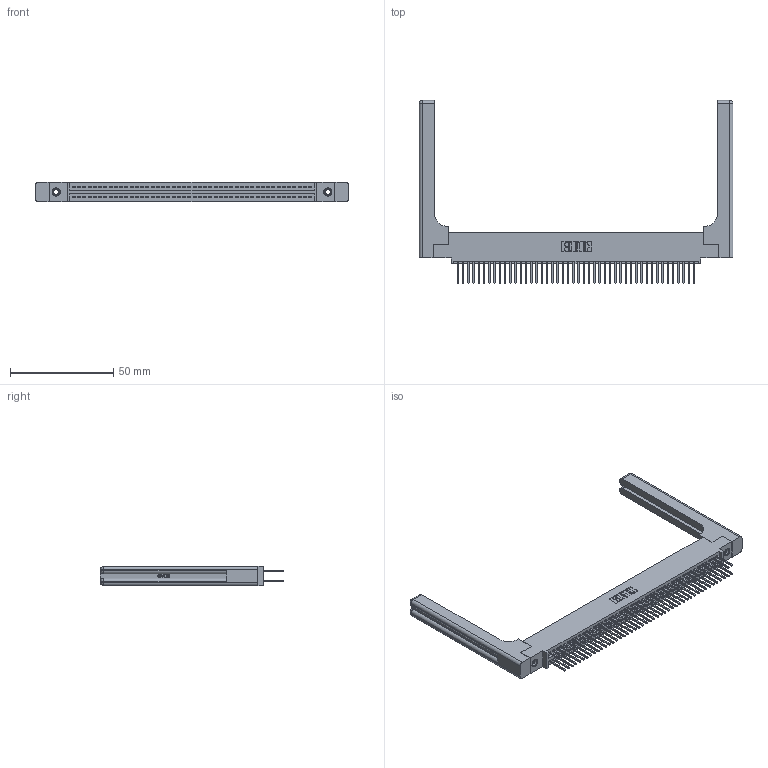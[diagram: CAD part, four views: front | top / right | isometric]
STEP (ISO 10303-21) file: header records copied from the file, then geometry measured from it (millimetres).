
FILE_DESCRIPTION (( 'STEP AP203' ), '1' );
FILE_NAME ('345-092-523-558.STEP', '2019-11-01T18:52:37', ( '' ), ( '' ), 'SwSTEP 2.0', 'SolidWorks 2016', '' );
FILE_SCHEMA (( 'CONFIG_CONTROL_DESIGN' ));
Length unit declared in the file: inch
Products named in the file (5): 345-292-001_345-293-123; 345-220-058_345-220-058; 345-092-523-558; 345 Part_0.110 Offset - 0.156 Dia-TH; 345-250-001_345-250-001-102
Assembly tree (97 placements, depth 2):
  345-092-523-558
    345 Part_0.110 Offset - 0.156 Dia-TH
    345-292-001_345-293-123  x92
    345-250-001_345-250-001-102  x2
    345-220-058_345-220-058  x2
Bounding box: 151.87 x 88.57 x 9.4 mm (x, y, z)
Volume: 23379.9 mm3; surface area: 28106.8 mm2
Topology: 97 solids, 97 shells, 4986 faces, 14727 edges, 9674 vertices
Faces by surface type: plane 3268, cylinder 1658, bspline 36, cone 12, sphere 8, torus 4
Entity records: 40886 total; most frequent: CARTESIAN_POINT 7845, ORIENTED_EDGE 6576, DIRECTION 5844, EDGE_CURVE 3288, VECTOR 2880, LINE 2880, VERTEX_POINT 2182, AXIS2_PLACEMENT_3D 1482
